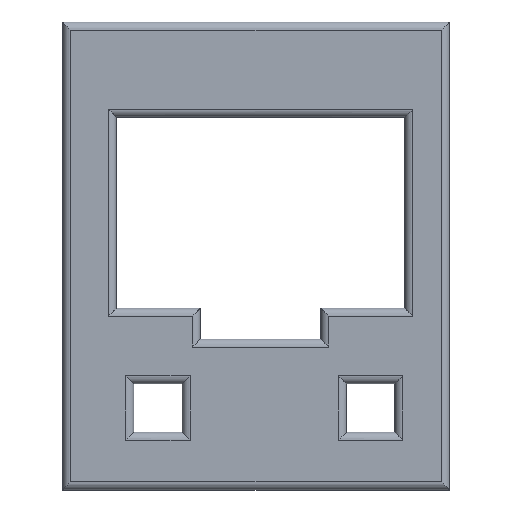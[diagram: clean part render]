
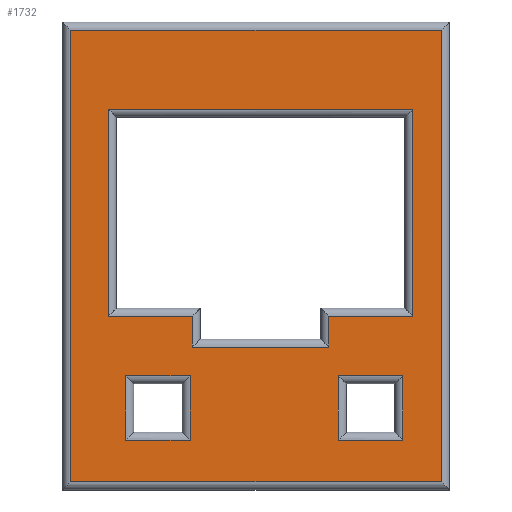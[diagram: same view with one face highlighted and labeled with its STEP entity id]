
A CAD part, top view. The second image highlights one B-rep face of the part: STEP entity #1732.
In plain terms, the highlighted planar face has unit normal (0, 0, 1).
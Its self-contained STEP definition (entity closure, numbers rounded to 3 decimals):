
#134=FACE_BOUND('',#323,.T.);
#135=FACE_BOUND('',#324,.T.);
#136=FACE_BOUND('',#325,.T.);
#152=PLANE('',#1858);
#223=FACE_OUTER_BOUND('',#322,.T.);
#322=EDGE_LOOP('',(#1252,#1253,#1254,#1255));
#323=EDGE_LOOP('',(#1256,#1257,#1258,#1259));
#324=EDGE_LOOP('',(#1260,#1261,#1262,#1263,#1264,#1265,#1266,#1267));
#325=EDGE_LOOP('',(#1268,#1269,#1270,#1271));
#459=LINE('',#2472,#654);
#461=LINE('',#2480,#656);
#463=LINE('',#2486,#658);
#466=LINE('',#2492,#661);
#472=LINE('',#2506,#667);
#473=LINE('',#2508,#668);
#474=LINE('',#2510,#669);
#475=LINE('',#2511,#670);
#476=LINE('',#2514,#671);
#477=LINE('',#2516,#672);
#478=LINE('',#2518,#673);
#479=LINE('',#2520,#674);
#480=LINE('',#2522,#675);
#481=LINE('',#2524,#676);
#482=LINE('',#2526,#677);
#483=LINE('',#2527,#678);
#484=LINE('',#2530,#679);
#485=LINE('',#2532,#680);
#486=LINE('',#2534,#681);
#487=LINE('',#2535,#682);
#654=VECTOR('',#1993,10.);
#656=VECTOR('',#2001,10.);
#658=VECTOR('',#2007,10.);
#661=VECTOR('',#2014,10.);
#667=VECTOR('',#2026,10.);
#668=VECTOR('',#2027,10.);
#669=VECTOR('',#2028,10.);
#670=VECTOR('',#2029,10.);
#671=VECTOR('',#2030,10.);
#672=VECTOR('',#2031,10.);
#673=VECTOR('',#2032,10.);
#674=VECTOR('',#2033,10.);
#675=VECTOR('',#2034,10.);
#676=VECTOR('',#2035,10.);
#677=VECTOR('',#2036,10.);
#678=VECTOR('',#2037,10.);
#679=VECTOR('',#2038,10.);
#680=VECTOR('',#2039,10.);
#681=VECTOR('',#2040,10.);
#682=VECTOR('',#2041,10.);
#849=VERTEX_POINT('',#2470);
#850=VERTEX_POINT('',#2471);
#853=VERTEX_POINT('',#2479);
#855=VERTEX_POINT('',#2485);
#860=VERTEX_POINT('',#2504);
#861=VERTEX_POINT('',#2505);
#862=VERTEX_POINT('',#2507);
#863=VERTEX_POINT('',#2509);
#864=VERTEX_POINT('',#2512);
#865=VERTEX_POINT('',#2513);
#866=VERTEX_POINT('',#2515);
#867=VERTEX_POINT('',#2517);
#868=VERTEX_POINT('',#2519);
#869=VERTEX_POINT('',#2521);
#870=VERTEX_POINT('',#2523);
#871=VERTEX_POINT('',#2525);
#872=VERTEX_POINT('',#2528);
#873=VERTEX_POINT('',#2529);
#874=VERTEX_POINT('',#2531);
#875=VERTEX_POINT('',#2533);
#995=EDGE_CURVE('',#849,#850,#459,.T.);
#999=EDGE_CURVE('',#850,#853,#461,.T.);
#1002=EDGE_CURVE('',#853,#855,#463,.T.);
#1006=EDGE_CURVE('',#855,#849,#466,.T.);
#1012=EDGE_CURVE('',#860,#861,#472,.T.);
#1013=EDGE_CURVE('',#862,#860,#473,.T.);
#1014=EDGE_CURVE('',#863,#862,#474,.T.);
#1015=EDGE_CURVE('',#861,#863,#475,.T.);
#1016=EDGE_CURVE('',#864,#865,#476,.T.);
#1017=EDGE_CURVE('',#866,#864,#477,.T.);
#1018=EDGE_CURVE('',#867,#866,#478,.T.);
#1019=EDGE_CURVE('',#868,#867,#479,.T.);
#1020=EDGE_CURVE('',#869,#868,#480,.T.);
#1021=EDGE_CURVE('',#870,#869,#481,.T.);
#1022=EDGE_CURVE('',#871,#870,#482,.T.);
#1023=EDGE_CURVE('',#865,#871,#483,.T.);
#1024=EDGE_CURVE('',#872,#873,#484,.T.);
#1025=EDGE_CURVE('',#874,#872,#485,.T.);
#1026=EDGE_CURVE('',#875,#874,#486,.T.);
#1027=EDGE_CURVE('',#873,#875,#487,.T.);
#1252=ORIENTED_EDGE('',*,*,#995,.F.);
#1253=ORIENTED_EDGE('',*,*,#1006,.F.);
#1254=ORIENTED_EDGE('',*,*,#1002,.F.);
#1255=ORIENTED_EDGE('',*,*,#999,.F.);
#1256=ORIENTED_EDGE('',*,*,#1012,.F.);
#1257=ORIENTED_EDGE('',*,*,#1013,.F.);
#1258=ORIENTED_EDGE('',*,*,#1014,.F.);
#1259=ORIENTED_EDGE('',*,*,#1015,.F.);
#1260=ORIENTED_EDGE('',*,*,#1016,.F.);
#1261=ORIENTED_EDGE('',*,*,#1017,.F.);
#1262=ORIENTED_EDGE('',*,*,#1018,.F.);
#1263=ORIENTED_EDGE('',*,*,#1019,.F.);
#1264=ORIENTED_EDGE('',*,*,#1020,.F.);
#1265=ORIENTED_EDGE('',*,*,#1021,.F.);
#1266=ORIENTED_EDGE('',*,*,#1022,.F.);
#1267=ORIENTED_EDGE('',*,*,#1023,.F.);
#1268=ORIENTED_EDGE('',*,*,#1024,.F.);
#1269=ORIENTED_EDGE('',*,*,#1025,.F.);
#1270=ORIENTED_EDGE('',*,*,#1026,.F.);
#1271=ORIENTED_EDGE('',*,*,#1027,.F.);
#1732=ADVANCED_FACE('',(#223,#134,#135,#136),#152,.T.);
#1858=AXIS2_PLACEMENT_3D('',#2503,#2024,#2025);
#1993=DIRECTION('',(0.,-1.,0.));
#2001=DIRECTION('',(-1.,0.,0.));
#2007=DIRECTION('',(0.,1.,0.));
#2014=DIRECTION('',(1.,0.,0.));
#2024=DIRECTION('center_axis',(0.,0.,1.));
#2025=DIRECTION('ref_axis',(1.,0.,0.));
#2026=DIRECTION('',(0.,-1.,0.));
#2027=DIRECTION('',(-1.,0.,0.));
#2028=DIRECTION('',(0.,1.,0.));
#2029=DIRECTION('',(1.,0.,0.));
#2030=DIRECTION('',(0.,1.,0.));
#2031=DIRECTION('',(1.,0.,0.));
#2032=DIRECTION('',(0.,1.,0.));
#2033=DIRECTION('',(1.,0.,0.));
#2034=DIRECTION('',(0.,-1.,0.));
#2035=DIRECTION('',(1.,0.,0.));
#2036=DIRECTION('',(0.,-1.,0.));
#2037=DIRECTION('',(-1.,0.,0.));
#2038=DIRECTION('',(0.,-1.,0.));
#2039=DIRECTION('',(-1.,0.,0.));
#2040=DIRECTION('',(0.,1.,0.));
#2041=DIRECTION('',(1.,0.,0.));
#2470=CARTESIAN_POINT('',(23.007,28.05,4.));
#2471=CARTESIAN_POINT('',(23.007,-28.05,4.));
#2472=CARTESIAN_POINT('',(23.007,-14.525,4.));
#2479=CARTESIAN_POINT('',(-23.007,-28.05,4.));
#2480=CARTESIAN_POINT('',(-12.003,-28.05,4.));
#2485=CARTESIAN_POINT('',(-23.007,28.05,4.));
#2486=CARTESIAN_POINT('',(-23.007,14.525,4.));
#2492=CARTESIAN_POINT('',(12.003,28.05,4.));
#2503=CARTESIAN_POINT('Origin',(0.,0.,4.));
#2504=CARTESIAN_POINT('',(10.235,-14.874,4.));
#2505=CARTESIAN_POINT('',(10.235,-22.874,4.));
#2506=CARTESIAN_POINT('',(10.235,-7.937,4.));
#2507=CARTESIAN_POINT('',(18.235,-14.874,4.));
#2508=CARTESIAN_POINT('',(8.617,-14.874,4.));
#2509=CARTESIAN_POINT('',(18.235,-22.874,4.));
#2510=CARTESIAN_POINT('',(18.235,-10.937,4.));
#2511=CARTESIAN_POINT('',(5.617,-22.874,4.));
#2512=CARTESIAN_POINT('',(19.484,-7.488,4.));
#2513=CARTESIAN_POINT('',(19.484,18.229,4.));
#2514=CARTESIAN_POINT('',(19.484,-3.244,4.));
#2515=CARTESIAN_POINT('',(9.054,-7.488,4.));
#2516=CARTESIAN_POINT('',(4.027,-7.488,4.));
#2517=CARTESIAN_POINT('',(9.054,-11.31,4.));
#2518=CARTESIAN_POINT('',(9.054,-5.155,4.));
#2519=CARTESIAN_POINT('',(-7.909,-11.31,4.));
#2520=CARTESIAN_POINT('',(-3.455,-11.31,4.));
#2521=CARTESIAN_POINT('',(-7.909,-7.488,4.));
#2522=CARTESIAN_POINT('',(-7.909,-3.244,4.));
#2523=CARTESIAN_POINT('',(-18.34,-7.488,4.));
#2524=CARTESIAN_POINT('',(-8.67,-7.488,4.));
#2525=CARTESIAN_POINT('',(-18.34,18.229,4.));
#2526=CARTESIAN_POINT('',(-18.34,8.614,4.));
#2527=CARTESIAN_POINT('',(9.242,18.229,4.));
#2528=CARTESIAN_POINT('',(-16.178,-14.874,4.));
#2529=CARTESIAN_POINT('',(-16.178,-22.874,4.));
#2530=CARTESIAN_POINT('',(-16.178,-7.937,4.));
#2531=CARTESIAN_POINT('',(-8.178,-14.874,4.));
#2532=CARTESIAN_POINT('',(-4.589,-14.874,4.));
#2533=CARTESIAN_POINT('',(-8.178,-22.874,4.));
#2534=CARTESIAN_POINT('',(-8.178,-10.937,4.));
#2535=CARTESIAN_POINT('',(-7.589,-22.874,4.));
